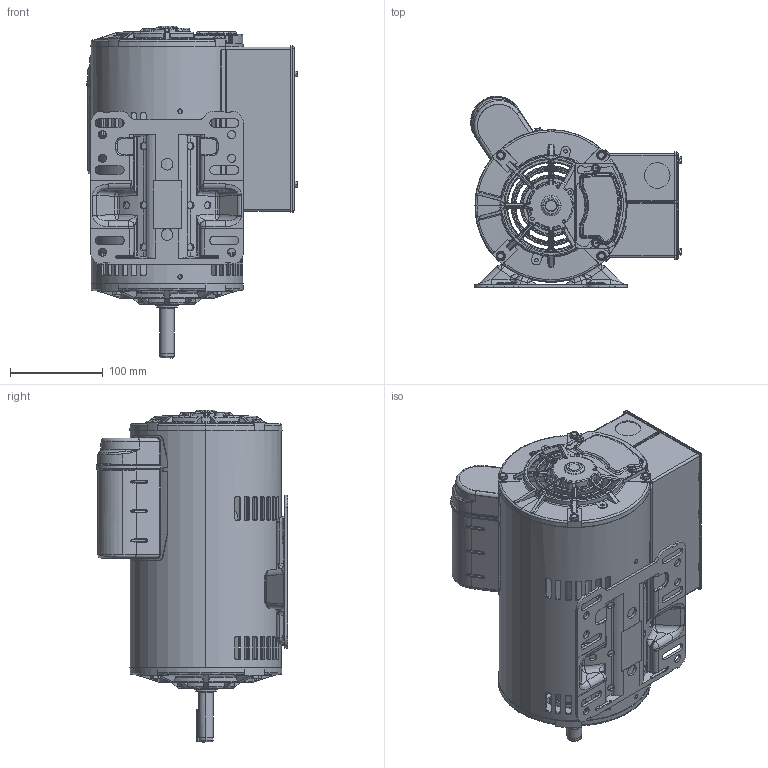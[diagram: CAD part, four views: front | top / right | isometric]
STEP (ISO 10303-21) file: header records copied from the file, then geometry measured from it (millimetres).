
FILE_DESCRIPTION (( 'STEP AP214' ), '1' );
FILE_NAME ('D017 1st b4.STEP', '2019-06-05T13:57:55', ( '' ), ( '' ), 'SwSTEP 2.0', 'SolidWorks 2017', '' );
FILE_SCHEMA (( 'AUTOMOTIVE_DESIGN' ));
Length unit declared in the file: inch
Products named in the file (1): D017 1st b4
Bounding box: 227.84 x 206.59 x 358.89 mm (x, y, z)
Volume: 821401.8 mm3; surface area: 683810.2 mm2
Topology: 20 solids, 20 shells, 3772 faces, 10252 edges, 6472 vertices
Faces by surface type: plane 1402, bspline 1072, cylinder 805, cone 485, torus 8
Entity records: 165516 total; most frequent: CARTESIAN_POINT 80317, ORIENTED_EDGE 20364, DIRECTION 14509, EDGE_CURVE 10182, VERTEX_POINT 6472, AXIS2_PLACEMENT_3D 5403, EDGE_LOOP 4026, ADVANCED_FACE 3772
